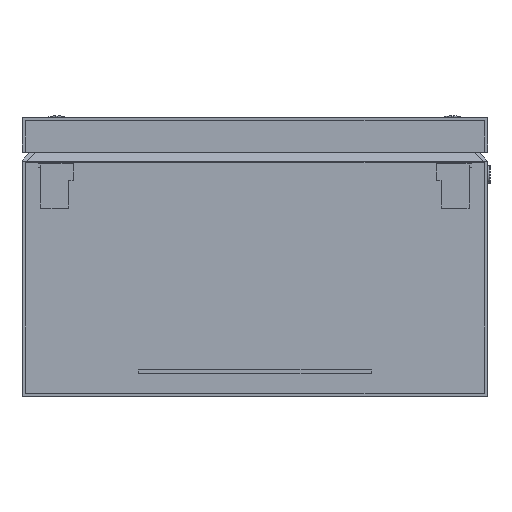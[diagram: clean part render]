
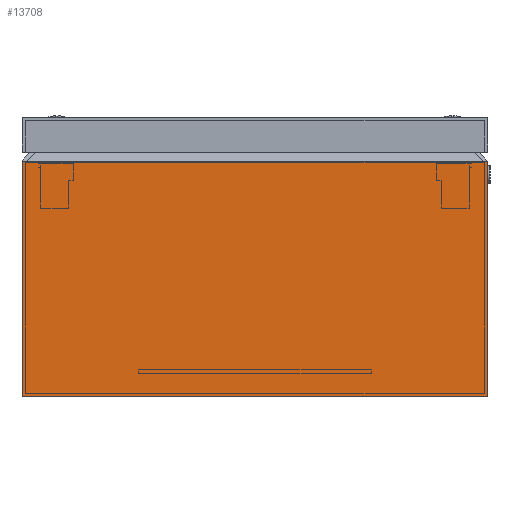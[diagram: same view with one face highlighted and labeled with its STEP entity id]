
A CAD part, left-side view. The second image highlights one B-rep face of the part: STEP entity #13708.
In plain terms, the highlighted planar face has unit normal (-1, 0, 0).
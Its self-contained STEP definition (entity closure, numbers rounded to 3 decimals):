
#1103 = CARTESIAN_POINT ( 'NONE',  ( 0., 0., 0. ) ) ;
#1123 = DIRECTION ( 'NONE',  ( 0., 1., 0. ) ) ;
#2936 = LINE ( 'NONE', #16654, #9157 ) ;
#2945 = ORIENTED_EDGE ( 'NONE', *, *, #11122, .F. ) ;
#3563 = LINE ( 'NONE', #5239, #10802 ) ;
#3606 = DIRECTION ( 'NONE',  ( 0., 0., 1. ) ) ;
#4211 = LINE ( 'NONE', #15617, #7816 ) ;
#4950 = LINE ( 'NONE', #18619, #6053 ) ;
#5239 = CARTESIAN_POINT ( 'NONE',  ( 0., 0., 101.167 ) ) ;
#5861 = CARTESIAN_POINT ( 'NONE',  ( 0., 200., 101.167 ) ) ;
#6053 = VECTOR ( 'NONE', #3606, 1000. ) ;
#7816 = VECTOR ( 'NONE', #10851, 1000. ) ;
#7911 = ORIENTED_EDGE ( 'NONE', *, *, #13942, .T. ) ;
#8273 = AXIS2_PLACEMENT_3D ( 'NONE', #1103, #18013, #21522 ) ;
#8693 = EDGE_CURVE ( 'NONE', #10923, #15743, #2936, .T. ) ;
#8789 = VERTEX_POINT ( 'NONE', #10552 ) ;
#9157 = VECTOR ( 'NONE', #1123, 1000. ) ;
#9210 = CARTESIAN_POINT ( 'NONE',  ( 0., 0., 0. ) ) ;
#9421 = FACE_OUTER_BOUND ( 'NONE', #20798, .T. ) ;
#10552 = CARTESIAN_POINT ( 'NONE',  ( 0., 0., 101.167 ) ) ;
#10802 = VECTOR ( 'NONE', #19350, 1000. ) ;
#10851 = DIRECTION ( 'NONE',  ( 0., 0., 1. ) ) ;
#10923 = VERTEX_POINT ( 'NONE', #9210 ) ;
#11122 = EDGE_CURVE ( 'NONE', #15743, #16802, #4211, .T. ) ;
#11708 = EDGE_CURVE ( 'NONE', #10923, #8789, #4950, .T. ) ;
#12822 = PLANE ( 'NONE',  #8273 ) ;
#13708 = ADVANCED_FACE ( 'NONE', ( #9421 ), #12822, .T. ) ;
#13942 = EDGE_CURVE ( 'NONE', #8789, #16802, #3563, .T. ) ;
#15221 = ORIENTED_EDGE ( 'NONE', *, *, #8693, .F. ) ;
#15617 = CARTESIAN_POINT ( 'NONE',  ( 0., 200., 0. ) ) ;
#15743 = VERTEX_POINT ( 'NONE', #17824 ) ;
#16654 = CARTESIAN_POINT ( 'NONE',  ( 0., 0., 0. ) ) ;
#16802 = VERTEX_POINT ( 'NONE', #5861 ) ;
#17824 = CARTESIAN_POINT ( 'NONE',  ( 0., 200., 0. ) ) ;
#18013 = DIRECTION ( 'NONE',  ( -1., 0., 0. ) ) ;
#18619 = CARTESIAN_POINT ( 'NONE',  ( 0., 0., 0. ) ) ;
#19350 = DIRECTION ( 'NONE',  ( 0., 1., 0. ) ) ;
#20798 = EDGE_LOOP ( 'NONE', ( #7911, #2945, #15221, #22005 ) ) ;
#21522 = DIRECTION ( 'NONE',  ( 0., 0., 1. ) ) ;
#22005 = ORIENTED_EDGE ( 'NONE', *, *, #11708, .T. ) ;
